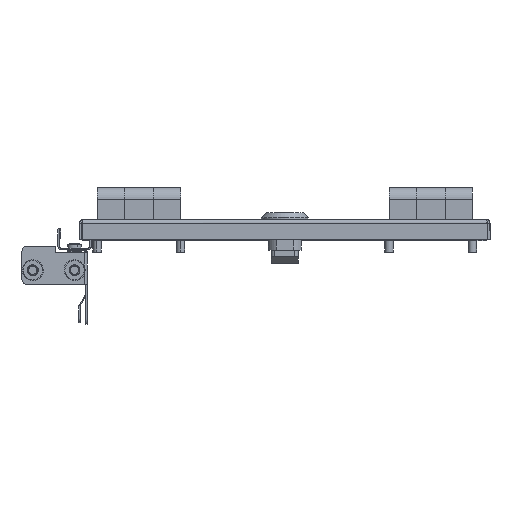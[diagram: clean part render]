
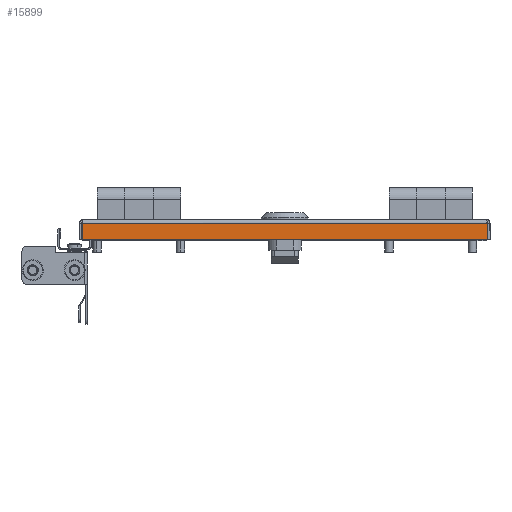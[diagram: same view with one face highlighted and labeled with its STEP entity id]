
A CAD part, left-side view. The second image highlights one B-rep face of the part: STEP entity #15899.
In plain terms, the highlighted planar face has unit normal (-1, 0, 0).
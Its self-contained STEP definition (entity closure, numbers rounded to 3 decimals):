
#113 = DIRECTION ( 'NONE',  ( 0., 0., -1. ) ) ;
#1468 = DIRECTION ( 'NONE',  ( 0., 0., -1. ) ) ;
#1477 = ORIENTED_EDGE ( 'NONE', *, *, #1779, .F. ) ;
#1779 = EDGE_CURVE ( 'NONE', #17568, #18561, #37340, .T. ) ;
#2190 = ORIENTED_EDGE ( 'NONE', *, *, #19771, .T. ) ;
#6201 = EDGE_CURVE ( 'NONE', #11109, #17568, #17471, .T. ) ;
#8921 = CARTESIAN_POINT ( 'NONE',  ( -289.25, -0.002, 0. ) ) ;
#11060 = LINE ( 'NONE', #21272, #30728 ) ;
#11109 = VERTEX_POINT ( 'NONE', #24876 ) ;
#12118 = DIRECTION ( 'NONE',  ( 0., 0., -1. ) ) ;
#12316 = ORIENTED_EDGE ( 'NONE', *, *, #6201, .F. ) ;
#12740 = CARTESIAN_POINT ( 'NONE',  ( -289.25, -121.531, -2.4 ) ) ;
#13768 = VECTOR ( 'NONE', #20573, 1000. ) ;
#15899 = ADVANCED_FACE ( 'NONE', ( #24040 ), #48735, .F. ) ;
#17471 = LINE ( 'NONE', #34672, #19364 ) ;
#17568 = VERTEX_POINT ( 'NONE', #12740 ) ;
#18561 = VERTEX_POINT ( 'NONE', #36099 ) ;
#19364 = VECTOR ( 'NONE', #46434, 1000. ) ;
#19771 = EDGE_CURVE ( 'NONE', #11109, #45377, #11060, .T. ) ;
#20573 = DIRECTION ( 'NONE',  ( 0., -1., 0. ) ) ;
#21272 = CARTESIAN_POINT ( 'NONE',  ( -289.25, 121.528, 0. ) ) ;
#21602 = AXIS2_PLACEMENT_3D ( 'NONE', #8921, #25092, #1468 ) ;
#22840 = EDGE_CURVE ( 'NONE', #45377, #18561, #34088, .T. ) ;
#24040 = FACE_OUTER_BOUND ( 'NONE', #33797, .T. ) ;
#24361 = CARTESIAN_POINT ( 'NONE',  ( -289.25, -0.002, -12. ) ) ;
#24876 = CARTESIAN_POINT ( 'NONE',  ( -289.25, 121.528, -2.4 ) ) ;
#25092 = DIRECTION ( 'NONE',  ( 1., 0., 0. ) ) ;
#26842 = VECTOR ( 'NONE', #113, 1000. ) ;
#29832 = CARTESIAN_POINT ( 'NONE',  ( -289.25, 121.528, -12. ) ) ;
#30728 = VECTOR ( 'NONE', #12118, 1000. ) ;
#32174 = ORIENTED_EDGE ( 'NONE', *, *, #22840, .T. ) ;
#33797 = EDGE_LOOP ( 'NONE', ( #1477, #12316, #2190, #32174 ) ) ;
#34088 = LINE ( 'NONE', #24361, #13768 ) ;
#34672 = CARTESIAN_POINT ( 'NONE',  ( -289.25, -123.002, -2.4 ) ) ;
#36099 = CARTESIAN_POINT ( 'NONE',  ( -289.25, -121.531, -12. ) ) ;
#37340 = LINE ( 'NONE', #47226, #26842 ) ;
#45377 = VERTEX_POINT ( 'NONE', #29832 ) ;
#46434 = DIRECTION ( 'NONE',  ( 0., -1., 0. ) ) ;
#47226 = CARTESIAN_POINT ( 'NONE',  ( -289.25, -121.531, -1.4 ) ) ;
#48735 = PLANE ( 'NONE',  #21602 ) ;
